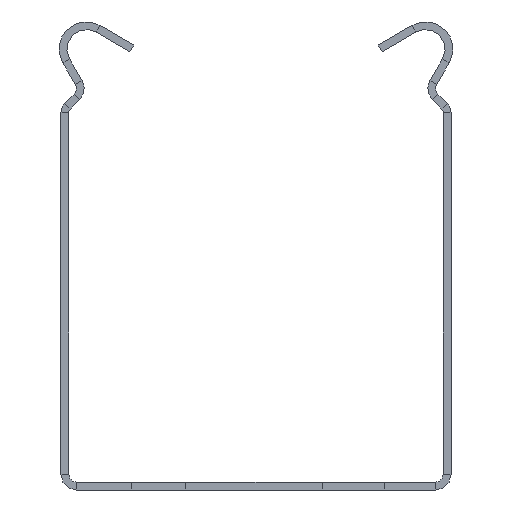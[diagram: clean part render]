
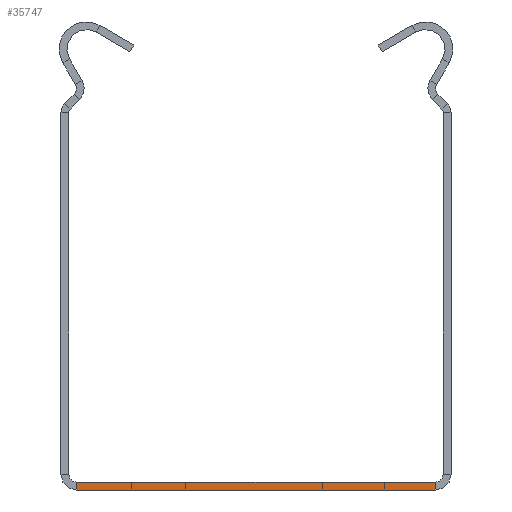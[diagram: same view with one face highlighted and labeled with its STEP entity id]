
A CAD part, front view. The second image highlights one B-rep face of the part: STEP entity #35747.
In plain terms, the highlighted planar face has unit normal (0, -1, 0).
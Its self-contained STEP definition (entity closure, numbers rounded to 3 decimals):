
#1653=PLANE('',#39189);
#3383=FACE_OUTER_BOUND('',#5633,.T.);
#5633=EDGE_LOOP('',(#32111,#32112,#32113,#32114));
#9284=LINE('',#59663,#12712);
#9295=LINE('',#59692,#12723);
#9299=LINE('',#59703,#12727);
#9300=LINE('',#59704,#12728);
#12712=VECTOR('',#49408,10.);
#12723=VECTOR('',#49441,10.);
#12727=VECTOR('',#49457,10.);
#12728=VECTOR('',#49458,10.);
#17802=VERTEX_POINT('',#59644);
#17806=VERTEX_POINT('',#59662);
#17809=VERTEX_POINT('',#59674);
#17813=VERTEX_POINT('',#59690);
#22911=EDGE_CURVE('',#17806,#17802,#9284,.T.);
#22926=EDGE_CURVE('',#17809,#17813,#9295,.T.);
#22931=EDGE_CURVE('',#17809,#17802,#9299,.T.);
#22932=EDGE_CURVE('',#17813,#17806,#9300,.T.);
#32111=ORIENTED_EDGE('',*,*,#22911,.T.);
#32112=ORIENTED_EDGE('',*,*,#22931,.F.);
#32113=ORIENTED_EDGE('',*,*,#22926,.T.);
#32114=ORIENTED_EDGE('',*,*,#22932,.T.);
#35747=ADVANCED_FACE('',(#3383),#1653,.T.);
#39189=AXIS2_PLACEMENT_3D('',#59702,#49455,#49456);
#49408=DIRECTION('',(0.,0.,-1.));
#49441=DIRECTION('',(0.,0.,1.));
#49455=DIRECTION('center_axis',(0.,-1.,0.));
#49456=DIRECTION('ref_axis',(0.,0.,-1.));
#49457=DIRECTION('',(-1.,0.,0.));
#49458=DIRECTION('',(-1.,0.,0.));
#59644=CARTESIAN_POINT('',(-23.,0.,0.));
#59662=CARTESIAN_POINT('',(-23.,0.,1.));
#59663=CARTESIAN_POINT('',(-23.,0.,0.5));
#59674=CARTESIAN_POINT('',(23.,0.,0.));
#59690=CARTESIAN_POINT('',(23.,0.,1.));
#59692=CARTESIAN_POINT('',(23.,0.,0.5));
#59702=CARTESIAN_POINT('Origin',(25.,0.,0.));
#59703=CARTESIAN_POINT('',(25.,0.,0.));
#59704=CARTESIAN_POINT('',(25.,0.,1.));
